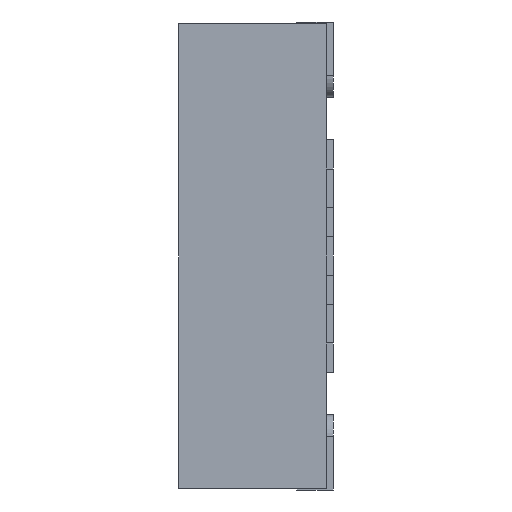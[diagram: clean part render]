
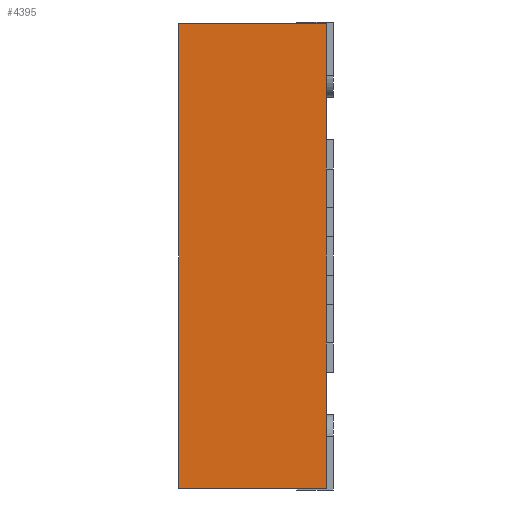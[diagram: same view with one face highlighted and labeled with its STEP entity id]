
A CAD part, left-side view. The second image highlights one B-rep face of the part: STEP entity #4395.
In plain terms, the highlighted planar face has unit normal (-1, 0, 0).
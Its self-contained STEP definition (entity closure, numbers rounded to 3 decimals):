
#56 = LINE ( 'NONE', #3769, #398 ) ;
#107 = EDGE_CURVE ( 'NONE', #769, #493, #1373, .T. ) ;
#142 = CARTESIAN_POINT ( 'NONE',  ( -2.075, 0., -0.79 ) ) ;
#155 = VECTOR ( 'NONE', #1391, 1000. ) ;
#263 = CARTESIAN_POINT ( 'NONE',  ( -2.075, 1., -1.575 ) ) ;
#283 = DIRECTION ( 'NONE',  ( 0., -1., 0. ) ) ;
#323 = VECTOR ( 'NONE', #2355, 1000. ) ;
#398 = VECTOR ( 'NONE', #1920, 1000. ) ;
#426 = CARTESIAN_POINT ( 'NONE',  ( -2.075, 0., 0.33 ) ) ;
#432 = LINE ( 'NONE', #1899, #2196 ) ;
#435 = PLANE ( 'NONE',  #3912 ) ;
#456 = VECTOR ( 'NONE', #2924, 1000. ) ;
#482 = DIRECTION ( 'NONE',  ( 0., 0., 1. ) ) ;
#493 = VERTEX_POINT ( 'NONE', #4724 ) ;
#512 = VERTEX_POINT ( 'NONE', #3669 ) ;
#524 = ORIENTED_EDGE ( 'NONE', *, *, #1603, .T. ) ;
#534 = VERTEX_POINT ( 'NONE', #2897 ) ;
#546 = EDGE_CURVE ( 'NONE', #512, #2500, #4705, .T. ) ;
#630 = EDGE_CURVE ( 'NONE', #2010, #534, #56, .T. ) ;
#752 = CARTESIAN_POINT ( 'NONE',  ( -2.075, 1., -1.575 ) ) ;
#762 = EDGE_CURVE ( 'NONE', #1184, #2085, #1262, .T. ) ;
#769 = VERTEX_POINT ( 'NONE', #2752 ) ;
#792 = VECTOR ( 'NONE', #3031, 1000. ) ;
#879 = EDGE_CURVE ( 'NONE', #1108, #1044, #1572, .T. ) ;
#910 = ORIENTED_EDGE ( 'NONE', *, *, #1593, .F. ) ;
#944 = DIRECTION ( 'NONE',  ( 0., 0., 1. ) ) ;
#995 = CARTESIAN_POINT ( 'NONE',  ( -2.075, 0., -1.575 ) ) ;
#1044 = VERTEX_POINT ( 'NONE', #3492 ) ;
#1059 = VECTOR ( 'NONE', #944, 1000. ) ;
#1108 = VERTEX_POINT ( 'NONE', #3000 ) ;
#1184 = VERTEX_POINT ( 'NONE', #142 ) ;
#1219 = FACE_OUTER_BOUND ( 'NONE', #3006, .T. ) ;
#1262 = LINE ( 'NONE', #3530, #4756 ) ;
#1263 = CARTESIAN_POINT ( 'NONE',  ( -2.075, 0., -1.575 ) ) ;
#1373 = LINE ( 'NONE', #4364, #4277 ) ;
#1391 = DIRECTION ( 'NONE',  ( 0., 0., 1. ) ) ;
#1572 = LINE ( 'NONE', #1597, #792 ) ;
#1593 = EDGE_CURVE ( 'NONE', #512, #769, #432, .T. ) ;
#1594 = ORIENTED_EDGE ( 'NONE', *, *, #546, .T. ) ;
#1597 = CARTESIAN_POINT ( 'NONE',  ( -2.075, 0., -1.575 ) ) ;
#1603 = EDGE_CURVE ( 'NONE', #534, #1984, #2654, .T. ) ;
#1631 = VECTOR ( 'NONE', #3531, 1000. ) ;
#1699 = LINE ( 'NONE', #2358, #1631 ) ;
#1856 = ORIENTED_EDGE ( 'NONE', *, *, #879, .T. ) ;
#1899 = CARTESIAN_POINT ( 'NONE',  ( -2.075, 1., -1.575 ) ) ;
#1920 = DIRECTION ( 'NONE',  ( 0., 0., 1. ) ) ;
#1973 = DIRECTION ( 'NONE',  ( 0., 0., 1. ) ) ;
#1984 = VERTEX_POINT ( 'NONE', #4567 ) ;
#1996 = LINE ( 'NONE', #1263, #2876 ) ;
#2010 = VERTEX_POINT ( 'NONE', #426 ) ;
#2085 = VERTEX_POINT ( 'NONE', #4267 ) ;
#2196 = VECTOR ( 'NONE', #1973, 1000. ) ;
#2355 = DIRECTION ( 'NONE',  ( 0., 0., 1. ) ) ;
#2358 = CARTESIAN_POINT ( 'NONE',  ( -2.075, 0., -1.575 ) ) ;
#2377 = ORIENTED_EDGE ( 'NONE', *, *, #4540, .T. ) ;
#2500 = VERTEX_POINT ( 'NONE', #2595 ) ;
#2595 = CARTESIAN_POINT ( 'NONE',  ( -2.075, 0., -1.575 ) ) ;
#2654 = LINE ( 'NONE', #3092, #323 ) ;
#2719 = ORIENTED_EDGE ( 'NONE', *, *, #3257, .T. ) ;
#2730 = LINE ( 'NONE', #3847, #1059 ) ;
#2752 = CARTESIAN_POINT ( 'NONE',  ( -2.075, 1., 1.575 ) ) ;
#2792 = ORIENTED_EDGE ( 'NONE', *, *, #762, .T. ) ;
#2876 = VECTOR ( 'NONE', #4671, 1000. ) ;
#2897 = CARTESIAN_POINT ( 'NONE',  ( -2.075, 0., 0.59 ) ) ;
#2924 = DIRECTION ( 'NONE',  ( 0., 0., 1. ) ) ;
#2939 = EDGE_CURVE ( 'NONE', #2500, #1184, #3680, .T. ) ;
#2970 = ORIENTED_EDGE ( 'NONE', *, *, #3479, .T. ) ;
#3000 = CARTESIAN_POINT ( 'NONE',  ( -2.075, 0., -0.13 ) ) ;
#3006 = EDGE_LOOP ( 'NONE', ( #4287, #2792, #3430, #2377, #1856, #2719, #3999, #524, #2970, #3606, #910, #1594 ) ) ;
#3031 = DIRECTION ( 'NONE',  ( 0., 0., 1. ) ) ;
#3052 = VERTEX_POINT ( 'NONE', #4558 ) ;
#3092 = CARTESIAN_POINT ( 'NONE',  ( -2.075, 0., -1.575 ) ) ;
#3257 = EDGE_CURVE ( 'NONE', #1044, #2010, #3969, .T. ) ;
#3388 = DIRECTION ( 'NONE',  ( 0., 0., -1. ) ) ;
#3430 = ORIENTED_EDGE ( 'NONE', *, *, #3507, .T. ) ;
#3479 = EDGE_CURVE ( 'NONE', #1984, #493, #1996, .T. ) ;
#3492 = CARTESIAN_POINT ( 'NONE',  ( -2.075, 0., 0.13 ) ) ;
#3507 = EDGE_CURVE ( 'NONE', #2085, #3052, #1699, .T. ) ;
#3530 = CARTESIAN_POINT ( 'NONE',  ( -2.075, 0., -1.575 ) ) ;
#3531 = DIRECTION ( 'NONE',  ( 0., 0., 1. ) ) ;
#3606 = ORIENTED_EDGE ( 'NONE', *, *, #107, .F. ) ;
#3669 = CARTESIAN_POINT ( 'NONE',  ( -2.075, 1., -1.575 ) ) ;
#3680 = LINE ( 'NONE', #4730, #155 ) ;
#3769 = CARTESIAN_POINT ( 'NONE',  ( -2.075, 0., -1.575 ) ) ;
#3847 = CARTESIAN_POINT ( 'NONE',  ( -2.075, 0., -1.575 ) ) ;
#3912 = AXIS2_PLACEMENT_3D ( 'NONE', #752, #4478, #3388 ) ;
#3969 = LINE ( 'NONE', #995, #456 ) ;
#3999 = ORIENTED_EDGE ( 'NONE', *, *, #630, .T. ) ;
#4267 = CARTESIAN_POINT ( 'NONE',  ( -2.075, 0., -0.59 ) ) ;
#4277 = VECTOR ( 'NONE', #4433, 1000. ) ;
#4287 = ORIENTED_EDGE ( 'NONE', *, *, #2939, .T. ) ;
#4364 = CARTESIAN_POINT ( 'NONE',  ( -2.075, 1., 1.575 ) ) ;
#4395 = ADVANCED_FACE ( 'NONE', ( #1219 ), #435, .F. ) ;
#4433 = DIRECTION ( 'NONE',  ( 0., -1., 0. ) ) ;
#4478 = DIRECTION ( 'NONE',  ( 1., 0., 0. ) ) ;
#4540 = EDGE_CURVE ( 'NONE', #3052, #1108, #2730, .T. ) ;
#4558 = CARTESIAN_POINT ( 'NONE',  ( -2.075, 0., -0.33 ) ) ;
#4567 = CARTESIAN_POINT ( 'NONE',  ( -2.075, 0., 0.79 ) ) ;
#4671 = DIRECTION ( 'NONE',  ( 0., 0., 1. ) ) ;
#4678 = VECTOR ( 'NONE', #283, 1000. ) ;
#4705 = LINE ( 'NONE', #263, #4678 ) ;
#4724 = CARTESIAN_POINT ( 'NONE',  ( -2.075, 0., 1.575 ) ) ;
#4730 = CARTESIAN_POINT ( 'NONE',  ( -2.075, 0., -1.575 ) ) ;
#4756 = VECTOR ( 'NONE', #482, 1000. ) ;
